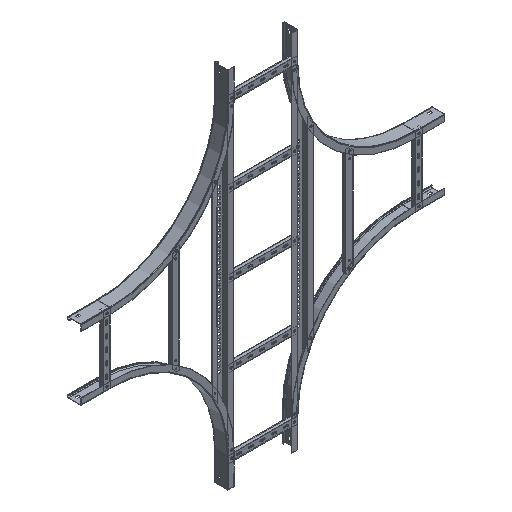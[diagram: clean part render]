
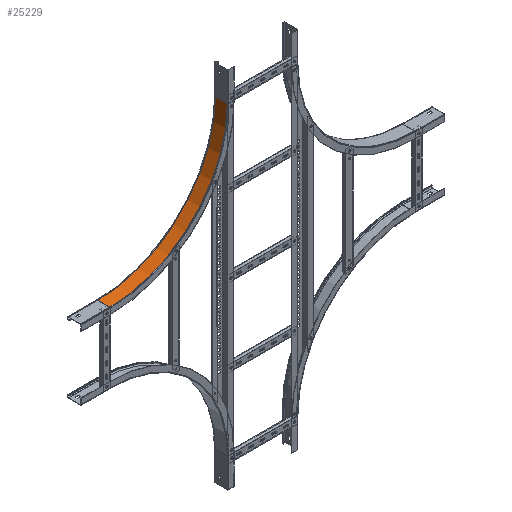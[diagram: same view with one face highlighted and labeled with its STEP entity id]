
A CAD part, isometric view. The second image highlights one B-rep face of the part: STEP entity #25229.
In plain terms, the highlighted cylindrical face has radius 500 mm (diameter 1000 mm), a partial arc.
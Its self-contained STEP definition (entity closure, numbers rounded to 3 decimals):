
#223 = VECTOR ( 'NONE', #5129, 1000. ) ;
#1425 = CARTESIAN_POINT ( 'NONE',  ( 146.447, 2.5, -353.553 ) ) ;
#1710 = DIRECTION ( 'NONE',  ( -0.707, 0., 0.707 ) ) ;
#1723 = DIRECTION ( 'NONE',  ( -0.707, 0., 0.707 ) ) ;
#2477 = VERTEX_POINT ( 'NONE', #25935 ) ;
#3757 = DIRECTION ( 'NONE',  ( 0., -1., 0. ) ) ;
#3856 = CARTESIAN_POINT ( 'NONE',  ( 500., 2.5, 0. ) ) ;
#4510 = VECTOR ( 'NONE', #18320, 1000. ) ;
#5129 = DIRECTION ( 'NONE',  ( 0., 1., 0. ) ) ;
#5396 = CARTESIAN_POINT ( 'NONE',  ( 146.447, 2.5, -353.553 ) ) ;
#5623 = EDGE_LOOP ( 'NONE', ( #21287, #7241, #19956, #12511 ) ) ;
#5696 = CARTESIAN_POINT ( 'NONE',  ( 146.447, 54., 353.553 ) ) ;
#6786 = LINE ( 'NONE', #11993, #4510 ) ;
#7241 = ORIENTED_EDGE ( 'NONE', *, *, #12570, .F. ) ;
#8958 = CIRCLE ( 'NONE', #18659, 500. ) ;
#11566 = EDGE_CURVE ( 'NONE', #2477, #23220, #19209, .T. ) ;
#11993 = CARTESIAN_POINT ( 'NONE',  ( 146.447, 2.5, 353.553 ) ) ;
#12511 = ORIENTED_EDGE ( 'NONE', *, *, #25319, .T. ) ;
#12570 = EDGE_CURVE ( 'NONE', #2477, #19858, #6786, .T. ) ;
#12908 = DIRECTION ( 'NONE',  ( 0., -1., 0. ) ) ;
#13879 = AXIS2_PLACEMENT_3D ( 'NONE', #19318, #12908, #23594 ) ;
#14655 = VERTEX_POINT ( 'NONE', #22864 ) ;
#17984 = EDGE_CURVE ( 'NONE', #19858, #14655, #8958, .T. ) ;
#18320 = DIRECTION ( 'NONE',  ( 0., 1., 0. ) ) ;
#18659 = AXIS2_PLACEMENT_3D ( 'NONE', #22395, #26558, #1723 ) ;
#18730 = LINE ( 'NONE', #5396, #223 ) ;
#19209 = CIRCLE ( 'NONE', #24632, 500. ) ;
#19318 = CARTESIAN_POINT ( 'NONE',  ( 500., 0., 0. ) ) ;
#19858 = VERTEX_POINT ( 'NONE', #5696 ) ;
#19956 = ORIENTED_EDGE ( 'NONE', *, *, #11566, .T. ) ;
#21287 = ORIENTED_EDGE ( 'NONE', *, *, #17984, .F. ) ;
#22276 = FACE_OUTER_BOUND ( 'NONE', #5623, .T. ) ;
#22395 = CARTESIAN_POINT ( 'NONE',  ( 500., 54., 0. ) ) ;
#22864 = CARTESIAN_POINT ( 'NONE',  ( 146.447, 54., -353.553 ) ) ;
#23220 = VERTEX_POINT ( 'NONE', #1425 ) ;
#23594 = DIRECTION ( 'NONE',  ( 0., 0., -1. ) ) ;
#24547 = CYLINDRICAL_SURFACE ( 'NONE', #13879, 500. ) ;
#24632 = AXIS2_PLACEMENT_3D ( 'NONE', #3856, #3757, #1710 ) ;
#25229 = ADVANCED_FACE ( 'NONE', ( #22276 ), #24547, .F. ) ;
#25319 = EDGE_CURVE ( 'NONE', #23220, #14655, #18730, .T. ) ;
#25935 = CARTESIAN_POINT ( 'NONE',  ( 146.447, 2.5, 353.553 ) ) ;
#26558 = DIRECTION ( 'NONE',  ( 0., -1., 0. ) ) ;
